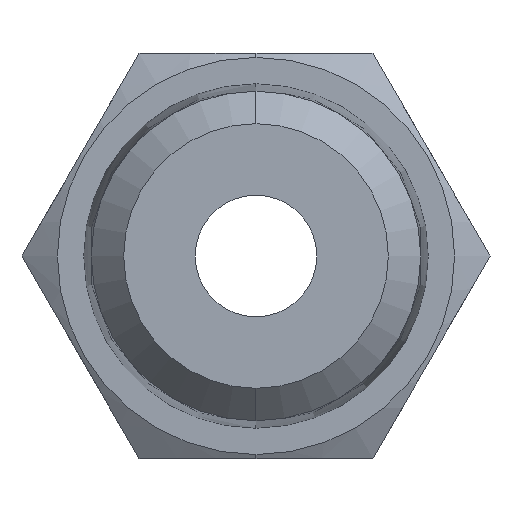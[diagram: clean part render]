
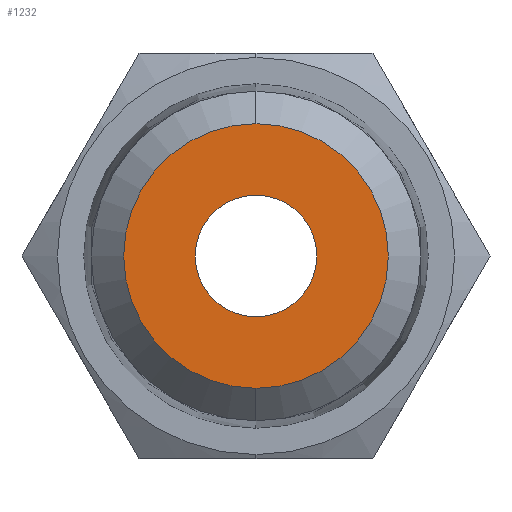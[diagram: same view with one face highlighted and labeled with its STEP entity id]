
A CAD part, front view. The second image highlights one B-rep face of the part: STEP entity #1232.
In plain terms, the highlighted planar face has unit normal (0, -1, 0).
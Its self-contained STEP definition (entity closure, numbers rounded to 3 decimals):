
#25 = DIRECTION ( 'NONE',  ( 0., 0., -1. ) ) ;
#26 = DIRECTION ( 'NONE',  ( 0., -1., 0. ) ) ;
#341 = DIRECTION ( 'NONE',  ( 0., 0., -1. ) ) ;
#342 = DIRECTION ( 'NONE',  ( 0., -1., 0. ) ) ;
#343 = CARTESIAN_POINT ( 'NONE',  ( 0., 0., 0. ) ) ;
#344 = AXIS2_PLACEMENT_3D ( 'NONE', #343, #342, #341 ) ;
#345 = CIRCLE ( 'NONE', #344, 3.264 ) ;
#347 = CARTESIAN_POINT ( 'NONE',  ( 0., 0., -1.5 ) ) ;
#354 = CARTESIAN_POINT ( 'NONE',  ( 0., 0., 0. ) ) ;
#355 = AXIS2_PLACEMENT_3D ( 'NONE', #354, #26, #25 ) ;
#356 = CIRCLE ( 'NONE', #355, 1.5 ) ;
#367 = CARTESIAN_POINT ( 'NONE',  ( 0., 0., 1.5 ) ) ;
#403 = CARTESIAN_POINT ( 'NONE',  ( 0., 0., -3.264 ) ) ;
#487 = CARTESIAN_POINT ( 'NONE',  ( 0., 0., 3.264 ) ) ;
#950 = VERTEX_POINT ( 'NONE', #403 ) ;
#954 = VERTEX_POINT ( 'NONE', #347 ) ;
#956 = EDGE_CURVE ( 'NONE', #950, #990, #345, .T. ) ;
#962 = VERTEX_POINT ( 'NONE', #367 ) ;
#967 = EDGE_CURVE ( 'NONE', #962, #954, #356, .T. ) ;
#990 = VERTEX_POINT ( 'NONE', #487 ) ;
#1192 = EDGE_LOOP ( 'NONE', ( #1233, #1212 ) ) ;
#1205 = ORIENTED_EDGE ( 'NONE', *, *, #1236, .F. ) ;
#1212 = ORIENTED_EDGE ( 'NONE', *, *, #956, .T. ) ;
#1228 = EDGE_LOOP ( 'NONE', ( #1205, #1229 ) ) ;
#1229 = ORIENTED_EDGE ( 'NONE', *, *, #967, .F. ) ;
#1231 = EDGE_CURVE ( 'NONE', #990, #950, #1468, .T. ) ;
#1232 = ADVANCED_FACE ( 'NONE', ( #1482, #1490 ), #1480, .T. ) ;
#1233 = ORIENTED_EDGE ( 'NONE', *, *, #1231, .T. ) ;
#1236 = EDGE_CURVE ( 'NONE', #954, #962, #1483, .T. ) ;
#1467 = AXIS2_PLACEMENT_3D ( 'NONE', #1481, #1475, #1474 ) ;
#1468 = CIRCLE ( 'NONE', #1467, 3.264 ) ;
#1473 = AXIS2_PLACEMENT_3D ( 'NONE', #1489, #1485, #1484 ) ;
#1474 = DIRECTION ( 'NONE',  ( 0., 0., -1. ) ) ;
#1475 = DIRECTION ( 'NONE',  ( 0., -1., 0. ) ) ;
#1480 = PLANE ( 'NONE',  #1473 ) ;
#1481 = CARTESIAN_POINT ( 'NONE',  ( 0., 0., 0. ) ) ;
#1482 = FACE_OUTER_BOUND ( 'NONE', #1192, .T. ) ;
#1483 = CIRCLE ( 'NONE', #1499, 1.5 ) ;
#1484 = DIRECTION ( 'NONE',  ( 0., 0., -1. ) ) ;
#1485 = DIRECTION ( 'NONE',  ( 0., -1., 0. ) ) ;
#1489 = CARTESIAN_POINT ( 'NONE',  ( 0., 0., 0. ) ) ;
#1490 = FACE_BOUND ( 'NONE', #1228, .T. ) ;
#1493 = DIRECTION ( 'NONE',  ( 0., 0., -1. ) ) ;
#1494 = DIRECTION ( 'NONE',  ( 0., -1., 0. ) ) ;
#1498 = CARTESIAN_POINT ( 'NONE',  ( 0., 0., 0. ) ) ;
#1499 = AXIS2_PLACEMENT_3D ( 'NONE', #1498, #1494, #1493 ) ;
